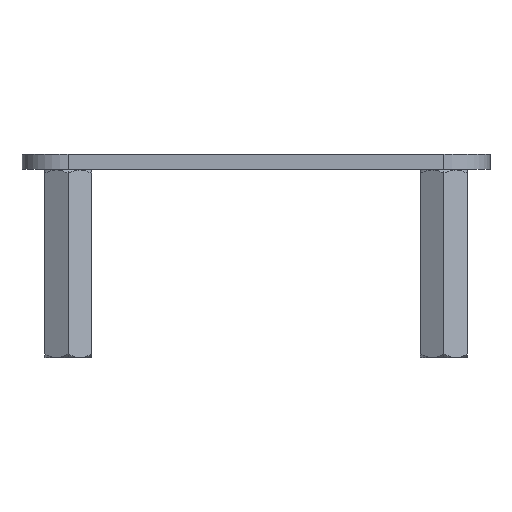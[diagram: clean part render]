
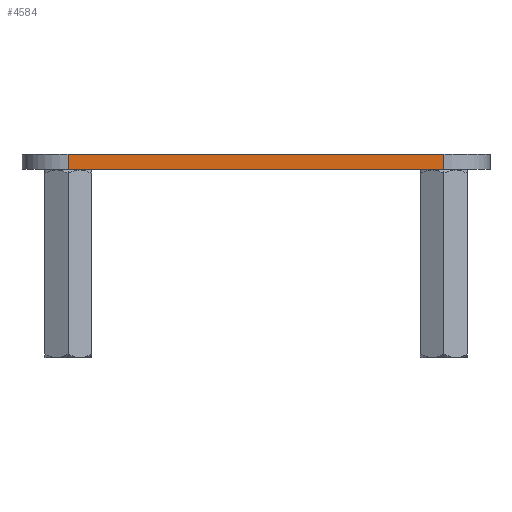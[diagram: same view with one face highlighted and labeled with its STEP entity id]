
A CAD part, left-side view. The second image highlights one B-rep face of the part: STEP entity #4584.
In plain terms, the highlighted planar face has unit normal (-1, 0, 0).
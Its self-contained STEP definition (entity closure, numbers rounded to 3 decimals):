
#1706 = CYLINDRICAL_SURFACE('',#1707,4.9);
#1707 = AXIS2_PLACEMENT_3D('',#1708,#1709,#1710);
#1708 = CARTESIAN_POINT('',(0.,-0.,0.));
#1709 = DIRECTION('',(-0.,-0.,-1.));
#1710 = DIRECTION('',(1.,0.,-0.));
#1734 = PLANE('',#1735);
#1735 = AXIS2_PLACEMENT_3D('',#1736,#1737,#1738);
#1736 = CARTESIAN_POINT('',(20.,-20.,1.6));
#1737 = DIRECTION('',(-0.,-0.,-1.));
#1738 = DIRECTION('',(-1.,0.,0.));
#1788 = PLANE('',#1789);
#1789 = AXIS2_PLACEMENT_3D('',#1790,#1791,#1792);
#1790 = CARTESIAN_POINT('',(20.,-20.,0.));
#1791 = DIRECTION('',(-0.,-0.,-1.));
#1792 = DIRECTION('',(-1.,0.,0.));
#1805 = VERTEX_POINT('',#1806);
#1806 = CARTESIAN_POINT('',(-4.9,0.,1.6));
#1832 = EDGE_CURVE('',#1833,#1805,#1835,.T.);
#1833 = VERTEX_POINT('',#1834);
#1834 = CARTESIAN_POINT('',(-4.9,-0.,0.));
#1835 = SURFACE_CURVE('',#1836,(#1840,#1847),.PCURVE_S1.);
#1836 = LINE('',#1837,#1838);
#1837 = CARTESIAN_POINT('',(-4.9,-0.,0.));
#1838 = VECTOR('',#1839,1.);
#1839 = DIRECTION('',(0.,0.,1.));
#1840 = PCURVE('',#1706,#1841);
#1841 = DEFINITIONAL_REPRESENTATION('',(#1842),#1846);
#1842 = LINE('',#1843,#1844);
#1843 = CARTESIAN_POINT('',(-3.142,0.));
#1844 = VECTOR('',#1845,1.);
#1845 = DIRECTION('',(-0.,-1.));
#1846 = ( GEOMETRIC_REPRESENTATION_CONTEXT(2) 
PARAMETRIC_REPRESENTATION_CONTEXT() REPRESENTATION_CONTEXT('2D SPACE',''
  ) );
#1847 = PCURVE('',#1848,#1853);
#1848 = PLANE('',#1849);
#1849 = AXIS2_PLACEMENT_3D('',#1850,#1851,#1852);
#1850 = CARTESIAN_POINT('',(-4.9,-40.,0.));
#1851 = DIRECTION('',(-1.,0.,0.));
#1852 = DIRECTION('',(0.,1.,0.));
#1853 = DEFINITIONAL_REPRESENTATION('',(#1854),#1858);
#1854 = LINE('',#1855,#1856);
#1855 = CARTESIAN_POINT('',(40.,0.));
#1856 = VECTOR('',#1857,1.);
#1857 = DIRECTION('',(0.,-1.));
#1858 = ( GEOMETRIC_REPRESENTATION_CONTEXT(2) 
PARAMETRIC_REPRESENTATION_CONTEXT() REPRESENTATION_CONTEXT('2D SPACE',''
  ) );
#2062 = VERTEX_POINT('',#2063);
#2063 = CARTESIAN_POINT('',(-4.9,-40.,0.));
#2082 = CYLINDRICAL_SURFACE('',#2083,4.9);
#2083 = AXIS2_PLACEMENT_3D('',#2084,#2085,#2086);
#2084 = CARTESIAN_POINT('',(0.,-40.,0.));
#2085 = DIRECTION('',(-0.,-0.,-1.));
#2086 = DIRECTION('',(1.,0.,-0.));
#2094 = EDGE_CURVE('',#2062,#1833,#2095,.T.);
#2095 = SURFACE_CURVE('',#2096,(#2100,#2107),.PCURVE_S1.);
#2096 = LINE('',#2097,#2098);
#2097 = CARTESIAN_POINT('',(-4.9,-40.,0.));
#2098 = VECTOR('',#2099,1.);
#2099 = DIRECTION('',(0.,1.,0.));
#2100 = PCURVE('',#1788,#2101);
#2101 = DEFINITIONAL_REPRESENTATION('',(#2102),#2106);
#2102 = LINE('',#2103,#2104);
#2103 = CARTESIAN_POINT('',(24.9,-20.));
#2104 = VECTOR('',#2105,1.);
#2105 = DIRECTION('',(0.,1.));
#2106 = ( GEOMETRIC_REPRESENTATION_CONTEXT(2) 
PARAMETRIC_REPRESENTATION_CONTEXT() REPRESENTATION_CONTEXT('2D SPACE',''
  ) );
#2107 = PCURVE('',#1848,#2108);
#2108 = DEFINITIONAL_REPRESENTATION('',(#2109),#2113);
#2109 = LINE('',#2110,#2111);
#2110 = CARTESIAN_POINT('',(0.,0.));
#2111 = VECTOR('',#2112,1.);
#2112 = DIRECTION('',(1.,0.));
#2113 = ( GEOMETRIC_REPRESENTATION_CONTEXT(2) 
PARAMETRIC_REPRESENTATION_CONTEXT() REPRESENTATION_CONTEXT('2D SPACE',''
  ) );
#3456 = VERTEX_POINT('',#3457);
#3457 = CARTESIAN_POINT('',(-4.9,-40.,1.6));
#3483 = EDGE_CURVE('',#3456,#1805,#3484,.T.);
#3484 = SURFACE_CURVE('',#3485,(#3489,#3496),.PCURVE_S1.);
#3485 = LINE('',#3486,#3487);
#3486 = CARTESIAN_POINT('',(-4.9,-40.,1.6));
#3487 = VECTOR('',#3488,1.);
#3488 = DIRECTION('',(0.,1.,0.));
#3489 = PCURVE('',#1734,#3490);
#3490 = DEFINITIONAL_REPRESENTATION('',(#3491),#3495);
#3491 = LINE('',#3492,#3493);
#3492 = CARTESIAN_POINT('',(24.9,-20.));
#3493 = VECTOR('',#3494,1.);
#3494 = DIRECTION('',(0.,1.));
#3495 = ( GEOMETRIC_REPRESENTATION_CONTEXT(2) 
PARAMETRIC_REPRESENTATION_CONTEXT() REPRESENTATION_CONTEXT('2D SPACE',''
  ) );
#3496 = PCURVE('',#1848,#3497);
#3497 = DEFINITIONAL_REPRESENTATION('',(#3498),#3502);
#3498 = LINE('',#3499,#3500);
#3499 = CARTESIAN_POINT('',(0.,-1.6));
#3500 = VECTOR('',#3501,1.);
#3501 = DIRECTION('',(1.,0.));
#3502 = ( GEOMETRIC_REPRESENTATION_CONTEXT(2) 
PARAMETRIC_REPRESENTATION_CONTEXT() REPRESENTATION_CONTEXT('2D SPACE',''
  ) );
#4584 = ADVANCED_FACE('',(#4585),#1848,.T.);
#4585 = FACE_BOUND('',#4586,.T.);
#4586 = EDGE_LOOP('',(#4587,#4608,#4609,#4610));
#4587 = ORIENTED_EDGE('',*,*,#4588,.T.);
#4588 = EDGE_CURVE('',#2062,#3456,#4589,.T.);
#4589 = SURFACE_CURVE('',#4590,(#4594,#4601),.PCURVE_S1.);
#4590 = LINE('',#4591,#4592);
#4591 = CARTESIAN_POINT('',(-4.9,-40.,0.));
#4592 = VECTOR('',#4593,1.);
#4593 = DIRECTION('',(0.,0.,1.));
#4594 = PCURVE('',#1848,#4595);
#4595 = DEFINITIONAL_REPRESENTATION('',(#4596),#4600);
#4596 = LINE('',#4597,#4598);
#4597 = CARTESIAN_POINT('',(0.,0.));
#4598 = VECTOR('',#4599,1.);
#4599 = DIRECTION('',(0.,-1.));
#4600 = ( GEOMETRIC_REPRESENTATION_CONTEXT(2) 
PARAMETRIC_REPRESENTATION_CONTEXT() REPRESENTATION_CONTEXT('2D SPACE',''
  ) );
#4601 = PCURVE('',#2082,#4602);
#4602 = DEFINITIONAL_REPRESENTATION('',(#4603),#4607);
#4603 = LINE('',#4604,#4605);
#4604 = CARTESIAN_POINT('',(-3.142,0.));
#4605 = VECTOR('',#4606,1.);
#4606 = DIRECTION('',(-0.,-1.));
#4607 = ( GEOMETRIC_REPRESENTATION_CONTEXT(2) 
PARAMETRIC_REPRESENTATION_CONTEXT() REPRESENTATION_CONTEXT('2D SPACE',''
  ) );
#4608 = ORIENTED_EDGE('',*,*,#3483,.T.);
#4609 = ORIENTED_EDGE('',*,*,#1832,.F.);
#4610 = ORIENTED_EDGE('',*,*,#2094,.F.);
